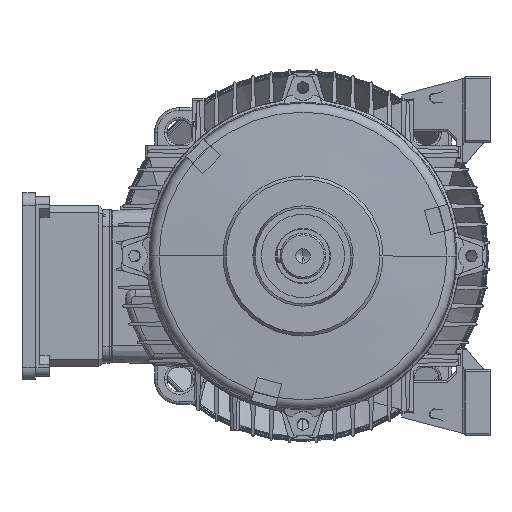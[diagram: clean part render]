
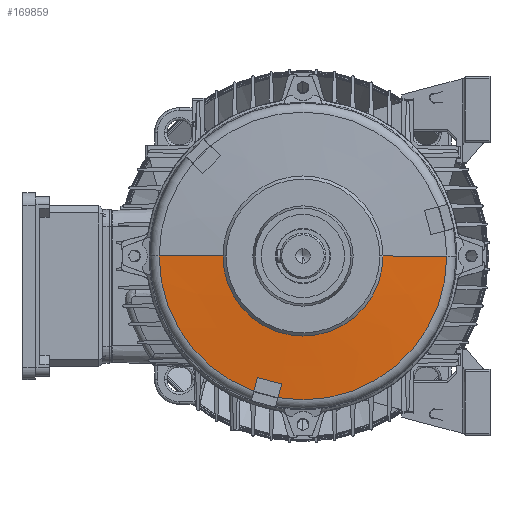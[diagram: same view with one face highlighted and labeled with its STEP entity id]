
A CAD part, left-side view. The second image highlights one B-rep face of the part: STEP entity #169859.
In plain terms, the highlighted conical face has half-angle 86.534 degrees and reference radius 96.287 mm.
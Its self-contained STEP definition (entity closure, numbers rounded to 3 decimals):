
#6265 = CARTESIAN_POINT ( 'NONE',  ( 43.264, 0., 0. ) ) ;
#8161 = AXIS2_PLACEMENT_3D ( 'NONE', #215023, #146050, #96805 ) ;
#18022 = CARTESIAN_POINT ( 'NONE',  ( 47.911, 0., 96.286 ) ) ;
#26082 = ORIENTED_EDGE ( 'NONE', *, *, #133687, .T. ) ;
#32284 = ORIENTED_EDGE ( 'NONE', *, *, #155661, .T. ) ;
#37257 = DIRECTION ( 'NONE',  ( -1., 0., 0. ) ) ;
#46604 = CIRCLE ( 'NONE', #8161, 96.286 ) ;
#55356 = CARTESIAN_POINT ( 'NONE',  ( 47.911, 0., -96.286 ) ) ;
#55519 = CARTESIAN_POINT ( 'NONE',  ( 47.911, 0., -96.286 ) ) ;
#60069 = DIRECTION ( 'NONE',  ( -0.06, 0., 0.998 ) ) ;
#70104 = FACE_OUTER_BOUND ( 'NONE', #205568, .T. ) ;
#73032 = DIRECTION ( 'NONE',  ( -1., 0., 0. ) ) ;
#74339 = ORIENTED_EDGE ( 'NONE', *, *, #165281, .F. ) ;
#90396 = DIRECTION ( 'NONE',  ( -0.06, 0., -0.998 ) ) ;
#96805 = DIRECTION ( 'NONE',  ( 0., 0., 1. ) ) ;
#102418 = VECTOR ( 'NONE', #90396, 1000. ) ;
#107616 = CARTESIAN_POINT ( 'NONE',  ( 43.264, 0., 173.017 ) ) ;
#120265 = VERTEX_POINT ( 'NONE', #107616 ) ;
#121532 = CONICAL_SURFACE ( 'NONE', #212581, 96.286, 1.51 ) ;
#122893 = CARTESIAN_POINT ( 'NONE',  ( 43.264, 0., -173.017 ) ) ;
#133687 = EDGE_CURVE ( 'NONE', #166717, #198143, #46604, .T. ) ;
#136772 = AXIS2_PLACEMENT_3D ( 'NONE', #6265, #73032, #189138 ) ;
#138552 = LINE ( 'NONE', #55356, #102418 ) ;
#146050 = DIRECTION ( 'NONE',  ( -1., 0., 0. ) ) ;
#155483 = ORIENTED_EDGE ( 'NONE', *, *, #186575, .F. ) ;
#155661 = EDGE_CURVE ( 'NONE', #198143, #187478, #138552, .T. ) ;
#165281 = EDGE_CURVE ( 'NONE', #166717, #120265, #177230, .T. ) ;
#166717 = VERTEX_POINT ( 'NONE', #191519 ) ;
#168688 = CARTESIAN_POINT ( 'NONE',  ( 47.911, 0., 0. ) ) ;
#169859 = ADVANCED_FACE ( 'NONE', ( #70104 ), #121532, .T. ) ;
#177230 = LINE ( 'NONE', #18022, #177446 ) ;
#177446 = VECTOR ( 'NONE', #60069, 1000. ) ;
#186575 = EDGE_CURVE ( 'NONE', #120265, #187478, #206727, .T. ) ;
#187286 = DIRECTION ( 'NONE',  ( 0., 0., 1. ) ) ;
#187478 = VERTEX_POINT ( 'NONE', #122893 ) ;
#189138 = DIRECTION ( 'NONE',  ( 0., 0., 1. ) ) ;
#191519 = CARTESIAN_POINT ( 'NONE',  ( 47.911, 0., 96.286 ) ) ;
#198143 = VERTEX_POINT ( 'NONE', #55519 ) ;
#205568 = EDGE_LOOP ( 'NONE', ( #26082, #32284, #155483, #74339 ) ) ;
#206727 = CIRCLE ( 'NONE', #136772, 173.017 ) ;
#212581 = AXIS2_PLACEMENT_3D ( 'NONE', #168688, #37257, #187286 ) ;
#215023 = CARTESIAN_POINT ( 'NONE',  ( 47.911, 0., 0. ) ) ;
